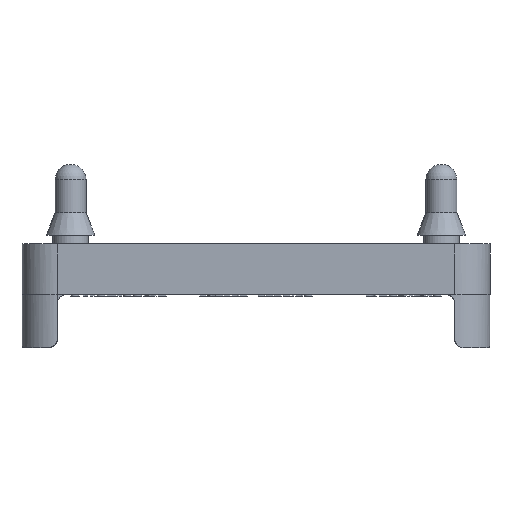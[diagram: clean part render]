
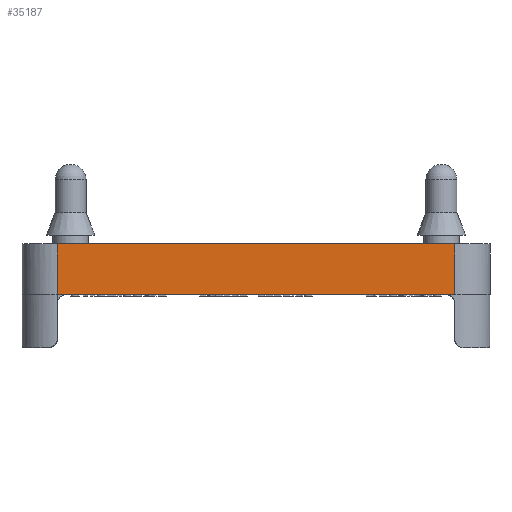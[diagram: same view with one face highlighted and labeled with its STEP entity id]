
A CAD part, front view. The second image highlights one B-rep face of the part: STEP entity #35187.
In plain terms, the highlighted planar face has unit normal (0, -1, 0).
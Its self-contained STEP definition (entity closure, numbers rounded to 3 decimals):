
#4209=CARTESIAN_POINT('',(22.5,-26.5,-2.0));
#4210=VERTEX_POINT('',#4209);
#4218=CARTESIAN_POINT('',(-22.5,-26.5,-2.0));
#4219=VERTEX_POINT('',#4218);
#4220=CARTESIAN_POINT('',(-22.5,-26.5,-2.0));
#4221=DIRECTION('',(1.0,0.0,0.0));
#4222=VECTOR('',#4221,45.0);
#4223=LINE('',#4220,#4222);
#4224=EDGE_CURVE('',#4219,#4210,#4223,.T.);
#35059=CARTESIAN_POINT('',(-22.5,-26.5,3.75));
#35060=VERTEX_POINT('',#35059);
#35061=CARTESIAN_POINT('',(-22.5,-26.5,-2.0));
#35062=DIRECTION('',(0.0,0.0,1.0));
#35063=VECTOR('',#35062,5.75);
#35064=LINE('',#35061,#35063);
#35065=EDGE_CURVE('',#4219,#35060,#35064,.T.);
#35152=CARTESIAN_POINT('',(22.5,-26.5,3.75));
#35153=VERTEX_POINT('',#35152);
#35161=CARTESIAN_POINT('',(22.5,-26.5,-2.0));
#35162=DIRECTION('',(0.0,0.0,1.0));
#35163=VECTOR('',#35162,5.75);
#35164=LINE('',#35161,#35163);
#35165=EDGE_CURVE('',#4210,#35153,#35164,.T.);
#35171=CARTESIAN_POINT('',(22.5,-26.5,-2.0));
#35172=DIRECTION('',(0.0,-1.0,0.0));
#35173=DIRECTION('',(0.0,0.0,-1.0));
#35174=AXIS2_PLACEMENT_3D('',#35171,#35172,#35173);
#35175=PLANE('',#35174);
#35176=ORIENTED_EDGE('',*,*,#35165,.T.);
#35177=CARTESIAN_POINT('',(22.5,-26.5,3.75));
#35178=DIRECTION('',(-1.0,0.0,0.0));
#35179=VECTOR('',#35178,45.0);
#35180=LINE('',#35177,#35179);
#35181=EDGE_CURVE('',#35153,#35060,#35180,.T.);
#35182=ORIENTED_EDGE('',*,*,#35181,.T.);
#35183=ORIENTED_EDGE('',*,*,#35065,.F.);
#35184=ORIENTED_EDGE('',*,*,#4224,.T.);
#35185=EDGE_LOOP('',(#35176,#35182,#35183,#35184));
#35186=FACE_OUTER_BOUND('',#35185,.T.);
#35187=ADVANCED_FACE('',(#35186),#35175,.T.);
